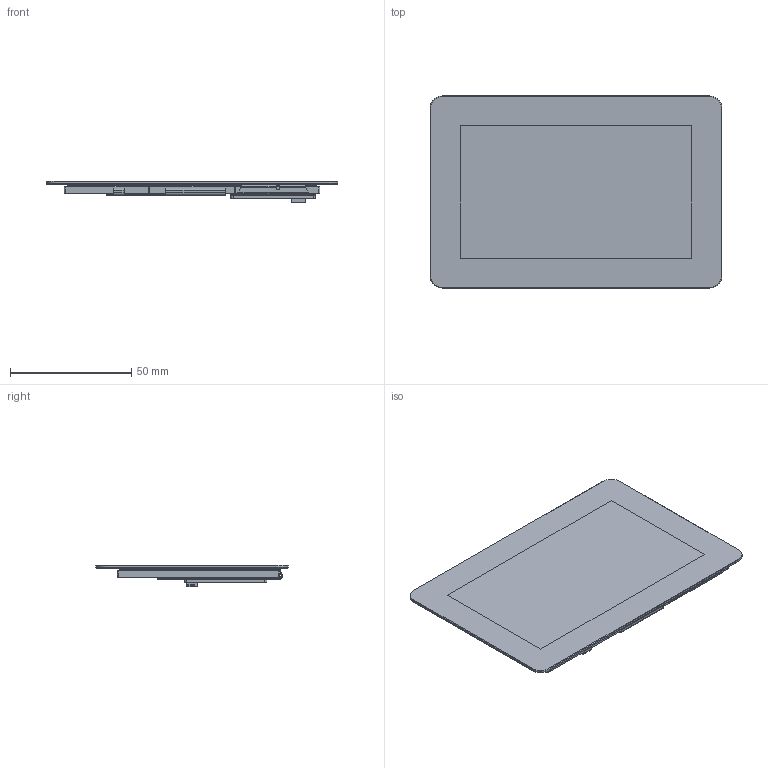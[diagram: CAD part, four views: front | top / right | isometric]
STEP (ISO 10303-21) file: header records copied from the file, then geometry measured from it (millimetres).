
FILE_DESCRIPTION(/* description */ (''),/* implementation_level */ '2;1');
FILE_NAME(/* name */ 'RVT43HLTNWC00_Rev.1.0.stp',/* time_stamp */ '2021-06-08T14:56:44+02:00',/* author */ ('Mateusz Natywa'),/* organization */ (''),/* preprocessor_version */ 'ST-DEVELOPER v17',/* originating_system */ 'Autodesk Inventor 2019',/* authorisation */ '');
FILE_SCHEMA (('CONFIG_CONTROL_DESIGN'));
Length unit declared in the file: millimetre
Products named in the file (11): RVT43HLTNWC00_Rev.1.0; TFT; DISP; FPC; CTP; CG; SCA; SENSOR; FPC_1; DST; DST_2
Assembly tree (10 placements, depth 3):
  RVT43HLTNWC00_Rev.1.0
    TFT
      DISP
      FPC
    CTP
      CG
      SCA
      SENSOR
      FPC_1
      DST
      DST_2
Bounding box: 120.38 x 79.2 x 8.91 mm (x, y, z)
Volume: 37665 mm3; surface area: 74608.8 mm2
Topology: 10 solids, 10 shells, 458 faces, 1249 edges, 814 vertices
Faces by surface type: plane 383, cylinder 59, cone 8, torus 4, bspline 4
Entity records: 14907 total; most frequent: CARTESIAN_POINT 2698, ORIENTED_EDGE 2498, DIRECTION 2307, EDGE_CURVE 1249, LINE 1117, VECTOR 1117, VERTEX_POINT 814, AXIS2_PLACEMENT_3D 595
